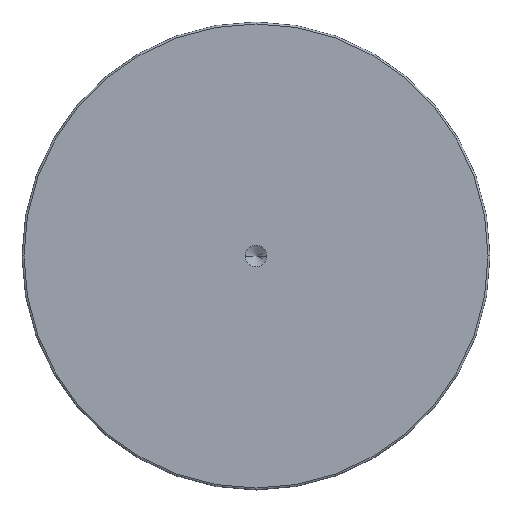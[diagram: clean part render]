
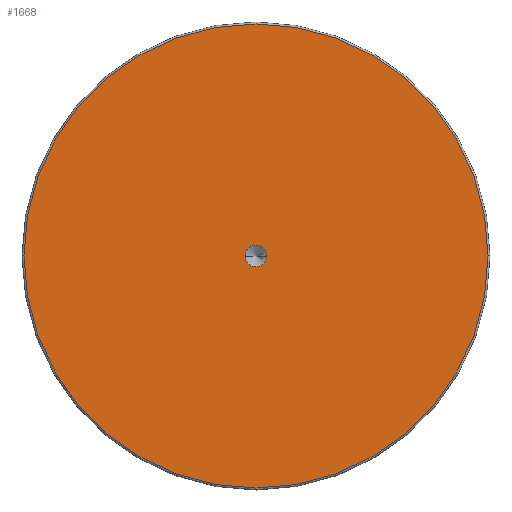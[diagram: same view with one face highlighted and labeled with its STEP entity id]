
A CAD part, top view. The second image highlights one B-rep face of the part: STEP entity #1668.
In plain terms, the highlighted planar face has unit normal (0, 0, 1).
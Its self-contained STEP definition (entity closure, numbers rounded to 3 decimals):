
#844 = FACE_OUTER_BOUND ( 'NONE', #3330, .T. ) ;
#1177 = CARTESIAN_POINT ( 'NONE',  ( 0., 0., 1.2 ) ) ;
#1193 = AXIS2_PLACEMENT_3D ( 'NONE', #1177, #18247, #1479 ) ;
#1413 = CARTESIAN_POINT ( 'NONE',  ( 0., 0., 1.2 ) ) ;
#1479 = DIRECTION ( 'NONE',  ( 1., 0., 0. ) ) ;
#1668 = ADVANCED_FACE ( 'NONE', ( #10030, #844 ), #9723, .T. ) ;
#2415 = EDGE_CURVE ( 'NONE', #5772, #7916, #18302, .T. ) ;
#2769 = EDGE_CURVE ( 'NONE', #7916, #5772, #19931, .T. ) ;
#3330 = EDGE_LOOP ( 'NONE', ( #16303, #8639 ) ) ;
#3392 = DIRECTION ( 'NONE',  ( 1., 0., 0. ) ) ;
#3772 = CARTESIAN_POINT ( 'NONE',  ( -1.65, 0., 1.2 ) ) ;
#4617 = CARTESIAN_POINT ( 'NONE',  ( 1.65, 0., 1.2 ) ) ;
#4908 = CARTESIAN_POINT ( 'NONE',  ( 0., 0., 1.2 ) ) ;
#5482 = ORIENTED_EDGE ( 'NONE', *, *, #2415, .F. ) ;
#5772 = VERTEX_POINT ( 'NONE', #4617 ) ;
#5895 = DIRECTION ( 'NONE',  ( 0., 0., 1. ) ) ;
#6323 = EDGE_LOOP ( 'NONE', ( #5482, #16044 ) ) ;
#6338 = AXIS2_PLACEMENT_3D ( 'NONE', #4908, #11061, #3392 ) ;
#7435 = CARTESIAN_POINT ( 'NONE',  ( 35.6, 0., 1.2 ) ) ;
#7556 = DIRECTION ( 'NONE',  ( 1., 0., 0. ) ) ;
#7916 = VERTEX_POINT ( 'NONE', #3772 ) ;
#8396 = AXIS2_PLACEMENT_3D ( 'NONE', #1413, #12018, #7556 ) ;
#8639 = ORIENTED_EDGE ( 'NONE', *, *, #17842, .T. ) ;
#9723 = PLANE ( 'NONE',  #14710 ) ;
#9727 = EDGE_CURVE ( 'NONE', #13078, #17024, #11514, .T. ) ;
#9886 = AXIS2_PLACEMENT_3D ( 'NONE', #19659, #5895, #15188 ) ;
#10030 = FACE_BOUND ( 'NONE', #6323, .T. ) ;
#11061 = DIRECTION ( 'NONE',  ( 0., 0., 1. ) ) ;
#11260 = DIRECTION ( 'NONE',  ( 0., 0., 1. ) ) ;
#11514 = CIRCLE ( 'NONE', #6338, 35.6 ) ;
#12018 = DIRECTION ( 'NONE',  ( 0., 0., 1. ) ) ;
#13078 = VERTEX_POINT ( 'NONE', #7435 ) ;
#14488 = CARTESIAN_POINT ( 'NONE',  ( 0., 0., 1.2 ) ) ;
#14710 = AXIS2_PLACEMENT_3D ( 'NONE', #14488, #11260, #15887 ) ;
#15188 = DIRECTION ( 'NONE',  ( 1., 0., 0. ) ) ;
#15887 = DIRECTION ( 'NONE',  ( 1., 0., 0. ) ) ;
#16044 = ORIENTED_EDGE ( 'NONE', *, *, #2769, .F. ) ;
#16303 = ORIENTED_EDGE ( 'NONE', *, *, #9727, .T. ) ;
#17024 = VERTEX_POINT ( 'NONE', #18232 ) ;
#17112 = CIRCLE ( 'NONE', #8396, 35.6 ) ;
#17842 = EDGE_CURVE ( 'NONE', #17024, #13078, #17112, .T. ) ;
#18232 = CARTESIAN_POINT ( 'NONE',  ( -35.6, 0., 1.2 ) ) ;
#18247 = DIRECTION ( 'NONE',  ( 0., 0., 1. ) ) ;
#18302 = CIRCLE ( 'NONE', #1193, 1.65 ) ;
#19659 = CARTESIAN_POINT ( 'NONE',  ( 0., 0., 1.2 ) ) ;
#19931 = CIRCLE ( 'NONE', #9886, 1.65 ) ;
